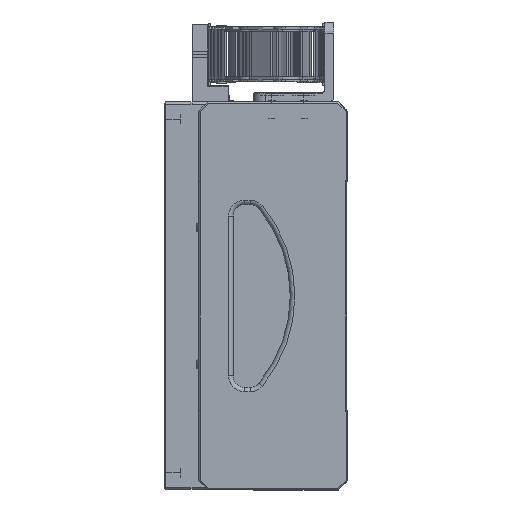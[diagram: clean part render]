
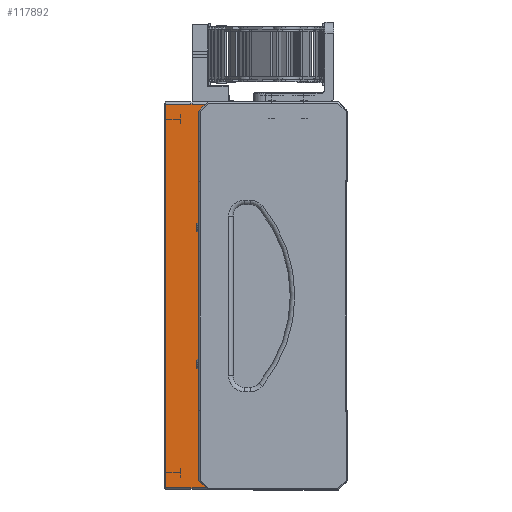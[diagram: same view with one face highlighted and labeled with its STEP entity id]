
A CAD part, left-side view. The second image highlights one B-rep face of the part: STEP entity #117892.
In plain terms, the highlighted planar face has unit normal (-1, 0, 0).
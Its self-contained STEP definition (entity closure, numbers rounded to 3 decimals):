
#257 = CARTESIAN_POINT ( 'NONE',  ( 132.226, 49., -57.607 ) ) ;
#337 = CARTESIAN_POINT ( 'NONE',  ( 132.226, 70.5, 110.393 ) ) ;
#350 = CARTESIAN_POINT ( 'NONE',  ( 132.226, 79.5, 111.393 ) ) ;
#1891 = CARTESIAN_POINT ( 'NONE',  ( 132.226, 46., -57.607 ) ) ;
#2509 = LINE ( 'NONE', #55614, #23021 ) ;
#6524 = VECTOR ( 'NONE', #141615, 1000. ) ;
#11334 = DIRECTION ( 'NONE',  ( 0., 1., 0. ) ) ;
#11581 = EDGE_CURVE ( 'NONE', #84287, #111341, #79585, .T. ) ;
#11734 = ORIENTED_EDGE ( 'NONE', *, *, #12883, .T. ) ;
#12213 = DIRECTION ( 'NONE',  ( 0., -1., 0. ) ) ;
#12883 = EDGE_CURVE ( 'NONE', #53262, #36698, #45989, .T. ) ;
#13649 = LINE ( 'NONE', #42287, #99019 ) ;
#13761 = CARTESIAN_POINT ( 'NONE',  ( 132.226, 68.5, -57.607 ) ) ;
#13882 = CARTESIAN_POINT ( 'NONE',  ( 132.226, 68., -57.607 ) ) ;
#16339 = VECTOR ( 'NONE', #49656, 1000. ) ;
#17688 = ORIENTED_EDGE ( 'NONE', *, *, #84108, .F. ) ;
#21611 = DIRECTION ( 'NONE',  ( 0., 1., 0. ) ) ;
#23021 = VECTOR ( 'NONE', #34160, 1000. ) ;
#23445 = ORIENTED_EDGE ( 'NONE', *, *, #125074, .T. ) ;
#26226 = EDGE_CURVE ( 'NONE', #47896, #60405, #121335, .T. ) ;
#27530 = EDGE_CURVE ( 'NONE', #119743, #60405, #100476, .T. ) ;
#28696 = LINE ( 'NONE', #103611, #141593 ) ;
#32480 = ORIENTED_EDGE ( 'NONE', *, *, #129457, .T. ) ;
#34160 = DIRECTION ( 'NONE',  ( 0., 1., 0. ) ) ;
#35750 = CARTESIAN_POINT ( 'NONE',  ( 132.226, 80., -57.607 ) ) ;
#35844 = LINE ( 'NONE', #350, #83644 ) ;
#36698 = VERTEX_POINT ( 'NONE', #257 ) ;
#38189 = VERTEX_POINT ( 'NONE', #92430 ) ;
#39472 = LINE ( 'NONE', #35750, #101011 ) ;
#39553 = AXIS2_PLACEMENT_3D ( 'NONE', #130242, #65684, #12213 ) ;
#39946 = EDGE_CURVE ( 'NONE', #133339, #115258, #28696, .T. ) ;
#41492 = CARTESIAN_POINT ( 'NONE',  ( 132.226, 49., 110.393 ) ) ;
#42287 = CARTESIAN_POINT ( 'NONE',  ( 132.226, 70.5, -57.607 ) ) ;
#42340 = CARTESIAN_POINT ( 'NONE',  ( 132.226, 46., 110.393 ) ) ;
#43283 = ORIENTED_EDGE ( 'NONE', *, *, #141231, .T. ) ;
#43504 = CARTESIAN_POINT ( 'NONE',  ( 132.226, 70.5, -57.607 ) ) ;
#43574 = VERTEX_POINT ( 'NONE', #98851 ) ;
#44225 = DIRECTION ( 'NONE',  ( 0., 0., -1. ) ) ;
#45012 = CARTESIAN_POINT ( 'NONE',  ( 132.226, 79.5, 110.393 ) ) ;
#45989 = LINE ( 'NONE', #118298, #71615 ) ;
#46542 = EDGE_CURVE ( 'NONE', #38189, #138544, #39472, .T. ) ;
#47834 = VECTOR ( 'NONE', #61236, 1000. ) ;
#47896 = VERTEX_POINT ( 'NONE', #1891 ) ;
#49259 = CARTESIAN_POINT ( 'NONE',  ( 132.226, 46., -43.607 ) ) ;
#49656 = DIRECTION ( 'NONE',  ( 0., 1., 0. ) ) ;
#49815 = DIRECTION ( 'NONE',  ( 0., 1., 0. ) ) ;
#52464 = VECTOR ( 'NONE', #21611, 1000. ) ;
#53262 = VERTEX_POINT ( 'NONE', #13882 ) ;
#53740 = CARTESIAN_POINT ( 'NONE',  ( 132.226, 68., 110.393 ) ) ;
#55016 = CARTESIAN_POINT ( 'NONE',  ( 132.226, 64.5, 96.393 ) ) ;
#55534 = LINE ( 'NONE', #337, #94877 ) ;
#55614 = CARTESIAN_POINT ( 'NONE',  ( 132.226, 70.5, 110.393 ) ) ;
#56891 = CARTESIAN_POINT ( 'NONE',  ( 132.226, 64.5, 111.393 ) ) ;
#58033 = ORIENTED_EDGE ( 'NONE', *, *, #58528, .T. ) ;
#58528 = EDGE_CURVE ( 'NONE', #67689, #38189, #35844, .T. ) ;
#60405 = VERTEX_POINT ( 'NONE', #49259 ) ;
#60779 = VECTOR ( 'NONE', #49815, 1000. ) ;
#61236 = DIRECTION ( 'NONE',  ( 0., 0., 1. ) ) ;
#65617 = ORIENTED_EDGE ( 'NONE', *, *, #39946, .T. ) ;
#65684 = DIRECTION ( 'NONE',  ( 1., 0., 0. ) ) ;
#65958 = CARTESIAN_POINT ( 'NONE',  ( 132.226, 46., 96.393 ) ) ;
#67689 = VERTEX_POINT ( 'NONE', #45012 ) ;
#69678 = ORIENTED_EDGE ( 'NONE', *, *, #127546, .T. ) ;
#71615 = VECTOR ( 'NONE', #75740, 1000. ) ;
#75740 = DIRECTION ( 'NONE',  ( 0., -1., 0. ) ) ;
#76685 = ORIENTED_EDGE ( 'NONE', *, *, #46542, .T. ) ;
#77120 = EDGE_CURVE ( 'NONE', #119743, #104817, #78914, .T. ) ;
#77495 = DIRECTION ( 'NONE',  ( 0., 0., 1. ) ) ;
#78914 = LINE ( 'NONE', #56891, #90799 ) ;
#79585 = LINE ( 'NONE', #114798, #60779 ) ;
#80573 = ORIENTED_EDGE ( 'NONE', *, *, #11581, .T. ) ;
#83644 = VECTOR ( 'NONE', #44225, 1000. ) ;
#84108 = EDGE_CURVE ( 'NONE', #133339, #104817, #94986, .T. ) ;
#84287 = VERTEX_POINT ( 'NONE', #41492 ) ;
#87416 = DIRECTION ( 'NONE',  ( 0., -1., 0. ) ) ;
#90799 = VECTOR ( 'NONE', #77495, 1000. ) ;
#92430 = CARTESIAN_POINT ( 'NONE',  ( 132.226, 79.5, -57.607 ) ) ;
#93460 = LINE ( 'NONE', #131507, #52464 ) ;
#94877 = VECTOR ( 'NONE', #11334, 1000. ) ;
#94986 = LINE ( 'NONE', #113218, #16339 ) ;
#95304 = DIRECTION ( 'NONE',  ( 0., -1., 0. ) ) ;
#96632 = CARTESIAN_POINT ( 'NONE',  ( 132.226, -1216.579, -43.607 ) ) ;
#97548 = LINE ( 'NONE', #43504, #109500 ) ;
#98851 = CARTESIAN_POINT ( 'NONE',  ( 132.226, 68.5, 110.393 ) ) ;
#99019 = VECTOR ( 'NONE', #95304, 1000. ) ;
#100476 = LINE ( 'NONE', #96632, #6524 ) ;
#101011 = VECTOR ( 'NONE', #101627, 1000. ) ;
#101627 = DIRECTION ( 'NONE',  ( 0., -1., 0. ) ) ;
#103611 = CARTESIAN_POINT ( 'NONE',  ( 132.226, 46., -57.607 ) ) ;
#104765 = CARTESIAN_POINT ( 'NONE',  ( 132.226, 46., -57.607 ) ) ;
#104817 = VERTEX_POINT ( 'NONE', #55016 ) ;
#109500 = VECTOR ( 'NONE', #87416, 1000. ) ;
#110526 = ORIENTED_EDGE ( 'NONE', *, *, #26226, .T. ) ;
#111069 = CARTESIAN_POINT ( 'NONE',  ( 132.226, 64.5, -43.607 ) ) ;
#111341 = VERTEX_POINT ( 'NONE', #53740 ) ;
#112703 = DIRECTION ( 'NONE',  ( 0., 0., 1. ) ) ;
#113218 = CARTESIAN_POINT ( 'NONE',  ( 132.226, -1216.579, 96.393 ) ) ;
#114798 = CARTESIAN_POINT ( 'NONE',  ( 132.226, 33., 110.393 ) ) ;
#115258 = VERTEX_POINT ( 'NONE', #42340 ) ;
#116498 = ORIENTED_EDGE ( 'NONE', *, *, #27530, .F. ) ;
#117305 = ORIENTED_EDGE ( 'NONE', *, *, #77120, .T. ) ;
#117892 = ADVANCED_FACE ( 'NONE', ( #136617 ), #120162, .F. ) ;
#118298 = CARTESIAN_POINT ( 'NONE',  ( 132.226, 33., -57.607 ) ) ;
#119743 = VERTEX_POINT ( 'NONE', #111069 ) ;
#120162 = PLANE ( 'NONE',  #39553 ) ;
#121335 = LINE ( 'NONE', #104765, #47834 ) ;
#121392 = EDGE_CURVE ( 'NONE', #111341, #43574, #55534, .T. ) ;
#125074 = EDGE_CURVE ( 'NONE', #138544, #53262, #97548, .T. ) ;
#127546 = EDGE_CURVE ( 'NONE', #43574, #67689, #93460, .T. ) ;
#128346 = ORIENTED_EDGE ( 'NONE', *, *, #121392, .T. ) ;
#129457 = EDGE_CURVE ( 'NONE', #115258, #84287, #2509, .T. ) ;
#130242 = CARTESIAN_POINT ( 'NONE',  ( 132.226, 80., 111.393 ) ) ;
#131507 = CARTESIAN_POINT ( 'NONE',  ( 132.226, 80., 110.393 ) ) ;
#133339 = VERTEX_POINT ( 'NONE', #65958 ) ;
#134310 = EDGE_LOOP ( 'NONE', ( #117305, #17688, #65617, #32480, #80573, #128346, #69678, #58033, #76685, #23445, #11734, #43283, #110526, #116498 ) ) ;
#136617 = FACE_OUTER_BOUND ( 'NONE', #134310, .T. ) ;
#138544 = VERTEX_POINT ( 'NONE', #13761 ) ;
#141231 = EDGE_CURVE ( 'NONE', #36698, #47896, #13649, .T. ) ;
#141593 = VECTOR ( 'NONE', #112703, 1000. ) ;
#141615 = DIRECTION ( 'NONE',  ( 0., -1., 0. ) ) ;
